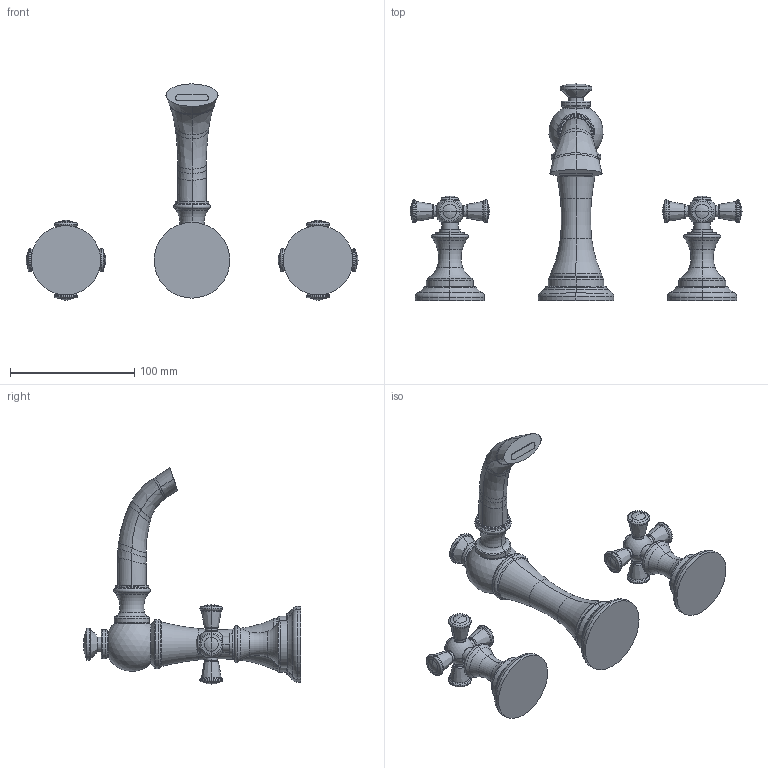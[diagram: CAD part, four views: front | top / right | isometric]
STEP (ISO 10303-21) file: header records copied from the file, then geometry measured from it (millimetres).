
FILE_DESCRIPTION((''),'2;1');
FILE_NAME('2440','2020-11-27T11:16:41',('jinson.thomas'),(''),'CREO PARAMETRIC BY PTC INC, 2018400','CREO PARAMETRIC BY PTC INC, 2018400','');
FILE_SCHEMA(('CONFIG_CONTROL_DESIGN'));
Length unit declared in the file: inch
Products named in the file (1): 2440
Bounding box: 267.41 x 174.93 x 174.16 mm (x, y, z)
Volume: 346367.4 mm3; surface area: 65867.1 mm2
Topology: 3 solids, 3 shells, 401 faces, 866 edges, 477 vertices
Faces by surface type: torus 196, cylinder 86, bspline 50, plane 37, sphere 28, cone 4
Entity records: 12767 total; most frequent: CARTESIAN_POINT 3932, DIRECTION 2161, ORIENTED_EDGE 1678, AXIS2_PLACEMENT_3D 1024, EDGE_CURVE 839, CIRCLE 673, VERTEX_POINT 477, EDGE_LOOP 434
